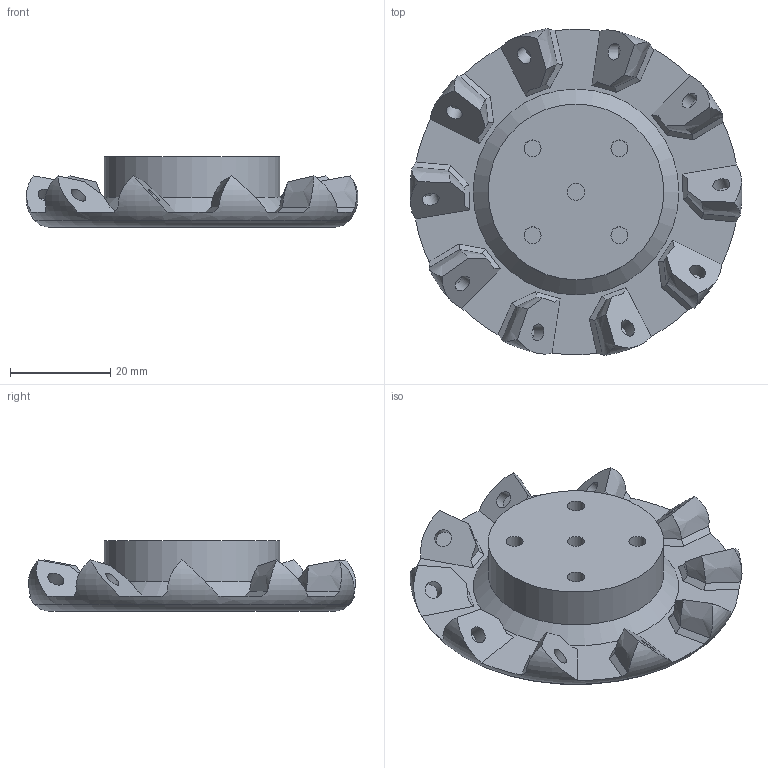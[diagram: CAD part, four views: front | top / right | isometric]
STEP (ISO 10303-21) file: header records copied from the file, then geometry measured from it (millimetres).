
FILE_DESCRIPTION(/* description */ (''),/* implementation_level */ '2;1');
FILE_NAME(/* name */ 'Wheel_Hub_2.step',/* time_stamp */ '2023-05-07T19:19:46+01:00',/* author */ (''),/* organization */ (''),/* preprocessor_version */ 'ST-DEVELOPER v19.2',/* originating_system */ 'Autodesk Translation Framework v12.4.0.73',/* authorisation */ '');
FILE_SCHEMA (('AUTOMOTIVE_DESIGN { 1 0 10303 214 3 1 1 }'));
Length unit declared in the file: millimetre
Products named in the file (4): Rover; Mecanum_Wheel (26.5mm rod); Wheel_1; Wheel_Hub_2
Assembly tree (3 placements, depth 4):
  Rover
    Mecanum_Wheel (26.5mm rod)
      Wheel_1
        Wheel_Hub_2
Bounding box: 66.15 x 65.19 x 14 mm (x, y, z)
Volume: 22275.8 mm3; surface area: 10411.7 mm2
Topology: 1 solids, 1 shells, 168 faces, 426 edges, 281 vertices
Faces by surface type: plane 61, cylinder 44, cone 31, bspline 30, torus 2
Full cylindrical faces by diameter (mm): 3.4 x15, 35 x1
Entity records: 6227 total; most frequent: CARTESIAN_POINT 2359, ORIENTED_EDGE 852, DIRECTION 651, EDGE_CURVE 426, VERTEX_POINT 281, AXIS2_PLACEMENT_3D 241, EDGE_LOOP 189, LINE 169
